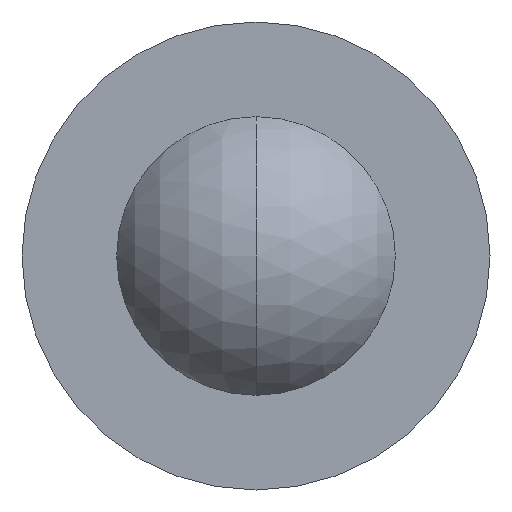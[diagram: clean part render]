
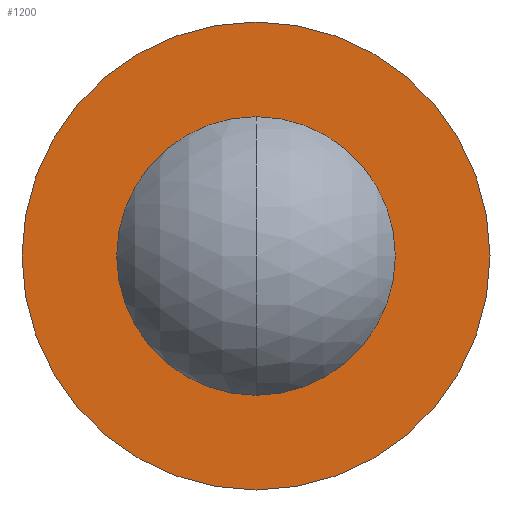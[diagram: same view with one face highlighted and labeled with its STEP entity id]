
A CAD part, front view. The second image highlights one B-rep face of the part: STEP entity #1200.
In plain terms, the highlighted planar face has unit normal (0, -1, 0).
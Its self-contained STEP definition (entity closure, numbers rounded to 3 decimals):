
#12 = FACE_BOUND ( 'NONE', #715, .T. ) ;
#49 = EDGE_CURVE ( 'NONE', #1020, #1192, #726, .T. ) ;
#59 = DIRECTION ( 'NONE',  ( 0., 0., 1. ) ) ;
#75 = VERTEX_POINT ( 'NONE', #994 ) ;
#78 = EDGE_LOOP ( 'NONE', ( #1002, #287 ) ) ;
#106 = CIRCLE ( 'NONE', #1591, 25. ) ;
#185 = ORIENTED_EDGE ( 'NONE', *, *, #49, .T. ) ;
#190 = CARTESIAN_POINT ( 'NONE',  ( 0., 0., 0. ) ) ;
#195 = PLANE ( 'NONE',  #1580 ) ;
#231 = EDGE_CURVE ( 'NONE', #1192, #1020, #106, .T. ) ;
#287 = ORIENTED_EDGE ( 'NONE', *, *, #584, .F. ) ;
#292 = CIRCLE ( 'NONE', #1034, 42. ) ;
#438 = CARTESIAN_POINT ( 'NONE',  ( 0., 0., 0. ) ) ;
#476 = CARTESIAN_POINT ( 'NONE',  ( 0., 0., 25. ) ) ;
#584 = EDGE_CURVE ( 'NONE', #1123, #75, #292, .T. ) ;
#640 = DIRECTION ( 'NONE',  ( 0., 0., 1. ) ) ;
#715 = EDGE_LOOP ( 'NONE', ( #964, #185 ) ) ;
#724 = DIRECTION ( 'NONE',  ( 0., 1., 0. ) ) ;
#726 = CIRCLE ( 'NONE', #864, 25. ) ;
#762 = EDGE_CURVE ( 'NONE', #75, #1123, #1618, .T. ) ;
#777 = CARTESIAN_POINT ( 'NONE',  ( 0., 0., 0. ) ) ;
#853 = DIRECTION ( 'NONE',  ( 0., 1., 0. ) ) ;
#855 = FACE_OUTER_BOUND ( 'NONE', #78, .T. ) ;
#864 = AXIS2_PLACEMENT_3D ( 'NONE', #438, #1347, #640 ) ;
#891 = CARTESIAN_POINT ( 'NONE',  ( 0., 0., 42. ) ) ;
#964 = ORIENTED_EDGE ( 'NONE', *, *, #231, .T. ) ;
#978 = DIRECTION ( 'NONE',  ( 0., 0., 1. ) ) ;
#994 = CARTESIAN_POINT ( 'NONE',  ( 0., 0., -42. ) ) ;
#1002 = ORIENTED_EDGE ( 'NONE', *, *, #762, .F. ) ;
#1020 = VERTEX_POINT ( 'NONE', #1427 ) ;
#1034 = AXIS2_PLACEMENT_3D ( 'NONE', #1394, #853, #59 ) ;
#1123 = VERTEX_POINT ( 'NONE', #891 ) ;
#1150 = CARTESIAN_POINT ( 'NONE',  ( 0., 0., 0. ) ) ;
#1192 = VERTEX_POINT ( 'NONE', #476 ) ;
#1200 = ADVANCED_FACE ( 'NONE', ( #12, #855 ), #195, .F. ) ;
#1273 = DIRECTION ( 'NONE',  ( 0., 1., 0. ) ) ;
#1326 = AXIS2_PLACEMENT_3D ( 'NONE', #1150, #1273, #1534 ) ;
#1347 = DIRECTION ( 'NONE',  ( 0., 1., 0. ) ) ;
#1394 = CARTESIAN_POINT ( 'NONE',  ( 0., 0., 0. ) ) ;
#1427 = CARTESIAN_POINT ( 'NONE',  ( 0., 0., -25. ) ) ;
#1534 = DIRECTION ( 'NONE',  ( 0., 0., 1. ) ) ;
#1549 = DIRECTION ( 'NONE',  ( 0., 0., 1. ) ) ;
#1580 = AXIS2_PLACEMENT_3D ( 'NONE', #190, #724, #978 ) ;
#1591 = AXIS2_PLACEMENT_3D ( 'NONE', #777, #1674, #1549 ) ;
#1618 = CIRCLE ( 'NONE', #1326, 42. ) ;
#1674 = DIRECTION ( 'NONE',  ( 0., 1., 0. ) ) ;
